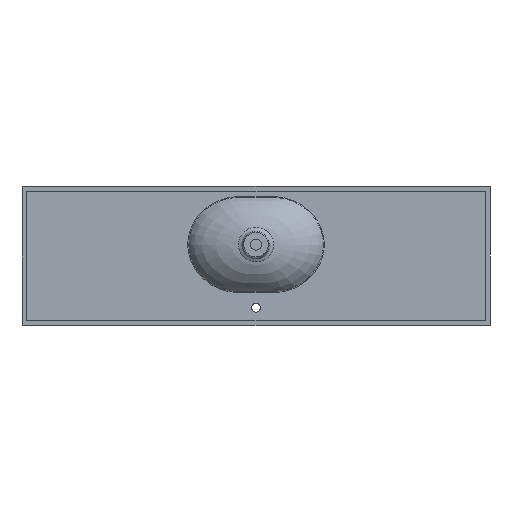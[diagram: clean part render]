
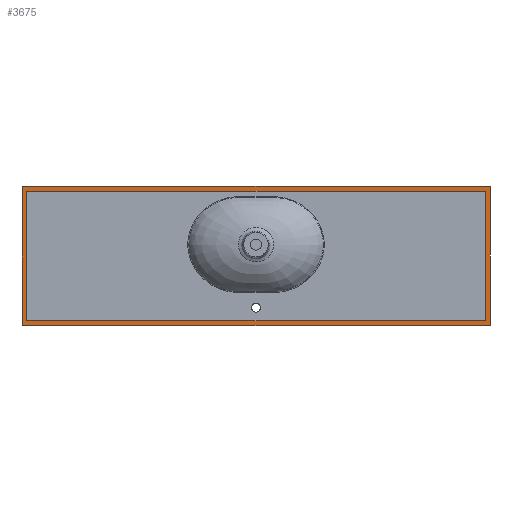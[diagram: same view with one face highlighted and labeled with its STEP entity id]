
A CAD part, front view. The second image highlights one B-rep face of the part: STEP entity #3675.
In plain terms, the highlighted planar face has unit normal (0, -1, 0).
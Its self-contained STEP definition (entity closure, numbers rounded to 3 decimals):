
#2 = VERTEX_POINT ( 'NONE', #11880 ) ;
#52 = CARTESIAN_POINT ( 'NONE',  ( 924.999, -14., 273. ) ) ;
#108 = EDGE_LOOP ( 'NONE', ( #11177, #16617, #8451, #9751, #14715, #1721, #13629, #5964 ) ) ;
#728 = CARTESIAN_POINT ( 'NONE',  ( -905.627, -14., 255.627 ) ) ;
#826 = ORIENTED_EDGE ( 'NONE', *, *, #8189, .F. ) ;
#1050 = CARTESIAN_POINT ( 'NONE',  ( -923., -14., 274.999 ) ) ;
#1309 = CARTESIAN_POINT ( 'NONE',  ( 924.171, -14., 274.999 ) ) ;
#1721 = ORIENTED_EDGE ( 'NONE', *, *, #6400, .T. ) ;
#2079 = FACE_OUTER_BOUND ( 'NONE', #108, .T. ) ;
#2142 = LINE ( 'NONE', #15833, #8350 ) ;
#2259 = PLANE ( 'NONE',  #17018 ) ;
#2486 = CARTESIAN_POINT ( 'NONE',  ( 923., -14., -274.999 ) ) ;
#2927 = CARTESIAN_POINT ( 'NONE',  ( -924.999, -14., 274.51 ) ) ;
#2965 = CARTESIAN_POINT ( 'NONE',  ( 924.999, -14., 274.51 ) ) ;
#3199 = EDGE_CURVE ( 'NONE', #2, #7078, #2142, .T. ) ;
#3253 = LINE ( 'NONE', #14245, #13587 ) ;
#3481 = LINE ( 'NONE', #14293, #7388 ) ;
#3658 = EDGE_CURVE ( 'NONE', #14825, #16854, #17721, .T. ) ;
#3675 = ADVANCED_FACE ( 'NONE', ( #2079, #14695 ), #2259, .F. ) ;
#3935 = CARTESIAN_POINT ( 'NONE',  ( 924.999, -14., -274.171 ) ) ;
#4044 = CARTESIAN_POINT ( 'NONE',  ( 924.51, -14., 274.999 ) ) ;
#4218 =( BOUNDED_CURVE ( )  B_SPLINE_CURVE ( 3, ( #1050, #17442, #6192, #11841 ),
 .UNSPECIFIED., .F., .F. ) 
 B_SPLINE_CURVE_WITH_KNOTS ( ( 4, 4 ),
 ( 2.357, 3.926 ),
 .UNSPECIFIED. ) 
 CURVE ( )  GEOMETRIC_REPRESENTATION_ITEM ( )  RATIONAL_B_SPLINE_CURVE ( ( 1., 0.805, 0.805, 1. ) ) 
 REPRESENTATION_ITEM ( '' )  );
#4286 = CARTESIAN_POINT ( 'NONE',  ( -923., -14., -274.999 ) ) ;
#5279 = EDGE_CURVE ( 'NONE', #7078, #13836, #12248, .T. ) ;
#5290 = CARTESIAN_POINT ( 'NONE',  ( 923., -14., 274.999 ) ) ;
#5332 = VERTEX_POINT ( 'NONE', #9746 ) ;
#5486 = LINE ( 'NONE', #6832, #8704 ) ;
#5641 = CARTESIAN_POINT ( 'NONE',  ( -924.999, -14., -274.171 ) ) ;
#5926 = VERTEX_POINT ( 'NONE', #16409 ) ;
#5964 = ORIENTED_EDGE ( 'NONE', *, *, #3199, .T. ) ;
#5998 = ORIENTED_EDGE ( 'NONE', *, *, #16618, .F. ) ;
#6057 = DIRECTION ( 'NONE',  ( -1., 0., 0. ) ) ;
#6192 = CARTESIAN_POINT ( 'NONE',  ( -924.999, -14., 274.171 ) ) ;
#6282 = VECTOR ( 'NONE', #8386, 1000. ) ;
#6400 = EDGE_CURVE ( 'NONE', #12382, #5332, #11206, .T. ) ;
#6427 = LINE ( 'NONE', #11896, #7268 ) ;
#6502 = EDGE_CURVE ( 'NONE', #5332, #2, #13636, .T. ) ;
#6812 = CARTESIAN_POINT ( 'NONE',  ( 924.999, -14., 274.171 ) ) ;
#6832 = CARTESIAN_POINT ( 'NONE',  ( 905.627, -14., -255.627 ) ) ;
#6973 = VECTOR ( 'NONE', #15026, 1000. ) ;
#7078 = VERTEX_POINT ( 'NONE', #13717 ) ;
#7187 = EDGE_CURVE ( 'NONE', #5926, #12022, #3253, .T. ) ;
#7268 = VECTOR ( 'NONE', #10559, 1000. ) ;
#7388 = VECTOR ( 'NONE', #8982, 1000. ) ;
#7750 = CARTESIAN_POINT ( 'NONE',  ( -905.627, -14., -255.627 ) ) ;
#7770 = DIRECTION ( 'NONE',  ( 0., 1., 0. ) ) ;
#7901 = ORIENTED_EDGE ( 'NONE', *, *, #10325, .F. ) ;
#7985 = CARTESIAN_POINT ( 'NONE',  ( 923., -14., 274.999 ) ) ;
#7993 = CARTESIAN_POINT ( 'NONE',  ( 924.999, -14., -273. ) ) ;
#8163 = VERTEX_POINT ( 'NONE', #7750 ) ;
#8189 = EDGE_CURVE ( 'NONE', #8163, #11209, #6427, .T. ) ;
#8274 = DIRECTION ( 'NONE',  ( 0., 0., 1. ) ) ;
#8350 = VECTOR ( 'NONE', #17463, 1000. ) ;
#8386 = DIRECTION ( 'NONE',  ( 0., 0., 1. ) ) ;
#8403 = ORIENTED_EDGE ( 'NONE', *, *, #7187, .F. ) ;
#8451 = ORIENTED_EDGE ( 'NONE', *, *, #17407, .T. ) ;
#8473 = LINE ( 'NONE', #2965, #6282 ) ;
#8521 = DIRECTION ( 'NONE',  ( 0., 0., -1. ) ) ;
#8704 = VECTOR ( 'NONE', #8274, 1000. ) ;
#8982 = DIRECTION ( 'NONE',  ( 0., 0., -1. ) ) ;
#9746 = CARTESIAN_POINT ( 'NONE',  ( -924.999, -14., -273. ) ) ;
#9751 = ORIENTED_EDGE ( 'NONE', *, *, #3658, .T. ) ;
#9866 = CARTESIAN_POINT ( 'NONE',  ( -924.999, -14., -273. ) ) ;
#9973 = CARTESIAN_POINT ( 'NONE',  ( 924.999, -14., 273. ) ) ;
#10325 = EDGE_CURVE ( 'NONE', #12022, #8163, #3481, .T. ) ;
#10553 = CARTESIAN_POINT ( 'NONE',  ( 0., -14., 0. ) ) ;
#10559 = DIRECTION ( 'NONE',  ( 1., 0., 0. ) ) ;
#10876 = CARTESIAN_POINT ( 'NONE',  ( -923., -14., 274.999 ) ) ;
#11177 = ORIENTED_EDGE ( 'NONE', *, *, #5279, .T. ) ;
#11206 = LINE ( 'NONE', #2927, #14581 ) ;
#11209 = VERTEX_POINT ( 'NONE', #14541 ) ;
#11841 = CARTESIAN_POINT ( 'NONE',  ( -924.999, -14., 273. ) ) ;
#11880 = CARTESIAN_POINT ( 'NONE',  ( -923., -14., -274.999 ) ) ;
#11889 = DIRECTION ( 'NONE',  ( 0., 0., 1. ) ) ;
#11896 = CARTESIAN_POINT ( 'NONE',  ( -905.627, -14., -255.627 ) ) ;
#12022 = VERTEX_POINT ( 'NONE', #728 ) ;
#12248 =( BOUNDED_CURVE ( )  B_SPLINE_CURVE ( 3, ( #2486, #16444, #3935, #7993 ),
 .UNSPECIFIED., .F., .F. ) 
 B_SPLINE_CURVE_WITH_KNOTS ( ( 4, 4 ),
 ( 2.357, 3.926 ),
 .UNSPECIFIED. ) 
 CURVE ( )  GEOMETRIC_REPRESENTATION_ITEM ( )  RATIONAL_B_SPLINE_CURVE ( ( 1., 0.805, 0.805, 1. ) ) 
 REPRESENTATION_ITEM ( '' )  );
#12382 = VERTEX_POINT ( 'NONE', #13517 ) ;
#12739 = EDGE_CURVE ( 'NONE', #13836, #17164, #8473, .T. ) ;
#13517 = CARTESIAN_POINT ( 'NONE',  ( -924.999, -14., 273. ) ) ;
#13587 = VECTOR ( 'NONE', #6057, 1000. ) ;
#13629 = ORIENTED_EDGE ( 'NONE', *, *, #6502, .T. ) ;
#13636 =( BOUNDED_CURVE ( )  B_SPLINE_CURVE ( 3, ( #9866, #5641, #13923, #4286 ),
 .UNSPECIFIED., .F., .F. ) 
 B_SPLINE_CURVE_WITH_KNOTS ( ( 4, 4 ),
 ( 2.357, 3.926 ),
 .UNSPECIFIED. ) 
 CURVE ( )  GEOMETRIC_REPRESENTATION_ITEM ( )  RATIONAL_B_SPLINE_CURVE ( ( 1., 0.805, 0.805, 1. ) ) 
 REPRESENTATION_ITEM ( '' )  );
#13717 = CARTESIAN_POINT ( 'NONE',  ( 923., -14., -274.999 ) ) ;
#13836 = VERTEX_POINT ( 'NONE', #17391 ) ;
#13923 = CARTESIAN_POINT ( 'NONE',  ( -924.171, -14., -274.999 ) ) ;
#14110 =( BOUNDED_CURVE ( )  B_SPLINE_CURVE ( 3, ( #52, #6812, #1309, #5290 ),
 .UNSPECIFIED., .F., .F. ) 
 B_SPLINE_CURVE_WITH_KNOTS ( ( 4, 4 ),
 ( 2.357, 3.926 ),
 .UNSPECIFIED. ) 
 CURVE ( )  GEOMETRIC_REPRESENTATION_ITEM ( )  RATIONAL_B_SPLINE_CURVE ( ( 1., 0.805, 0.805, 1. ) ) 
 REPRESENTATION_ITEM ( '' )  );
#14245 = CARTESIAN_POINT ( 'NONE',  ( 905.627, -14., 255.627 ) ) ;
#14293 = CARTESIAN_POINT ( 'NONE',  ( -905.627, -14., 255.627 ) ) ;
#14541 = CARTESIAN_POINT ( 'NONE',  ( 905.627, -14., -255.627 ) ) ;
#14581 = VECTOR ( 'NONE', #8521, 1000. ) ;
#14695 = FACE_BOUND ( 'NONE', #17330, .T. ) ;
#14715 = ORIENTED_EDGE ( 'NONE', *, *, #17293, .T. ) ;
#14825 = VERTEX_POINT ( 'NONE', #7985 ) ;
#15026 = DIRECTION ( 'NONE',  ( -1., 0., 0. ) ) ;
#15833 = CARTESIAN_POINT ( 'NONE',  ( 924.51, -14., -274.999 ) ) ;
#16409 = CARTESIAN_POINT ( 'NONE',  ( 905.627, -14., 255.627 ) ) ;
#16444 = CARTESIAN_POINT ( 'NONE',  ( 924.171, -14., -274.999 ) ) ;
#16617 = ORIENTED_EDGE ( 'NONE', *, *, #12739, .T. ) ;
#16618 = EDGE_CURVE ( 'NONE', #11209, #5926, #5486, .T. ) ;
#16854 = VERTEX_POINT ( 'NONE', #10876 ) ;
#17018 = AXIS2_PLACEMENT_3D ( 'NONE', #10553, #7770, #11889 ) ;
#17164 = VERTEX_POINT ( 'NONE', #9973 ) ;
#17293 = EDGE_CURVE ( 'NONE', #16854, #12382, #4218, .T. ) ;
#17330 = EDGE_LOOP ( 'NONE', ( #8403, #5998, #826, #7901 ) ) ;
#17391 = CARTESIAN_POINT ( 'NONE',  ( 924.999, -14., -273. ) ) ;
#17407 = EDGE_CURVE ( 'NONE', #17164, #14825, #14110, .T. ) ;
#17442 = CARTESIAN_POINT ( 'NONE',  ( -924.171, -14., 274.999 ) ) ;
#17463 = DIRECTION ( 'NONE',  ( 1., 0., 0. ) ) ;
#17721 = LINE ( 'NONE', #4044, #6973 ) ;
